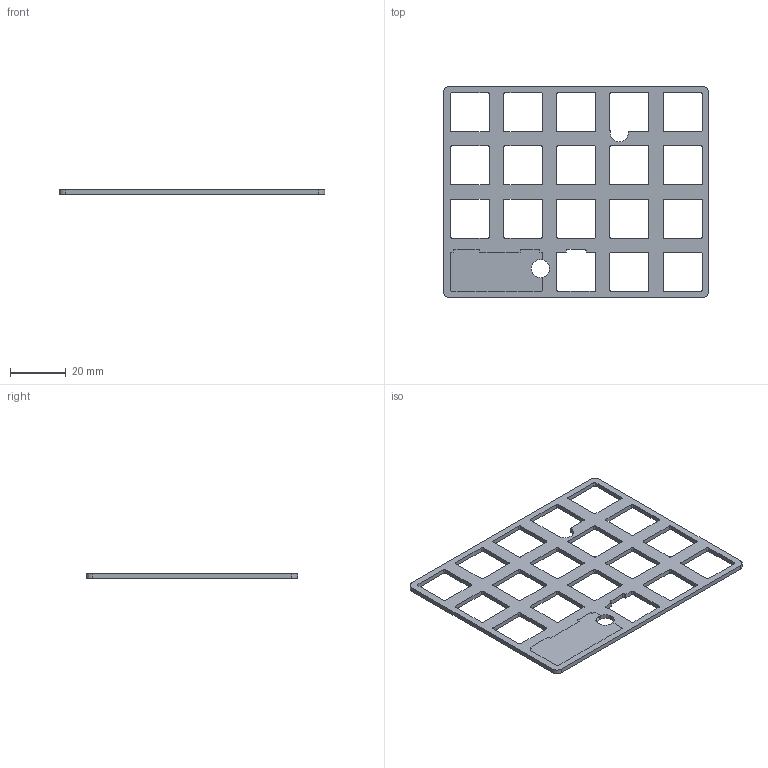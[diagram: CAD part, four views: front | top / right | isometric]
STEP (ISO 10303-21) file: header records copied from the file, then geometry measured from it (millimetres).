
FILE_DESCRIPTION(('KiCad electronic assembly'),'2;1');
FILE_NAME('rightPlateSTEP.step','2021-11-02T18:59:59',('Pcbnew'),( 'Kicad'),'Open CASCADE STEP processor 6.9','KiCad to STEP converter' ,'Unknown');
FILE_SCHEMA(('AUTOMOTIVE_DESIGN { 1 0 10303 214 1 1 1 1 }'));
Length unit declared in the file: millimetre
Products named in the file (2): rightPlateSTEP 1; COMPOUND
Assembly tree (1 placements, depth 2):
  rightPlateSTEP 1
    COMPOUND
Bounding box: 95.06 x 75.67 x 1.6 mm (x, y, z)
Volume: 5038.8 mm3; surface area: 10423.1 mm2
Topology: 1 solids, 1 shells, 204 faces, 602 edges, 400 vertices
Faces by surface type: plane 114, cylinder 90
Entity records: 14777 total; most frequent: CARTESIAN_POINT 2420, DIRECTION 2392, LINE 1432, VECTOR 1432, ORIENTED_EDGE 1204, PCURVE 1204, DEFINITIONAL_REPRESENTATION 1204, EDGE_CURVE 602
